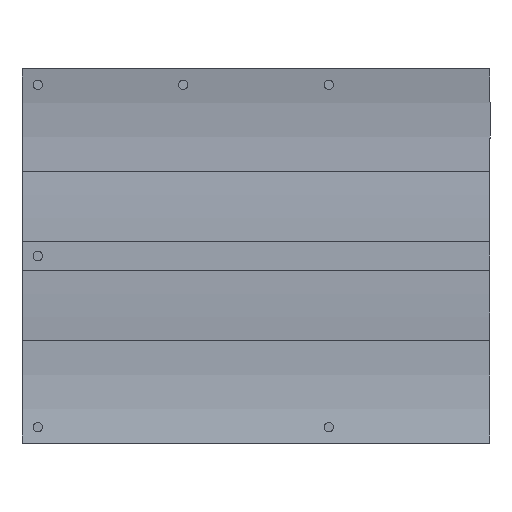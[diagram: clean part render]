
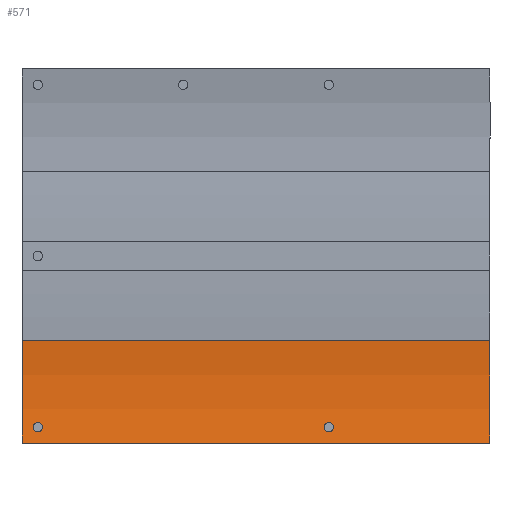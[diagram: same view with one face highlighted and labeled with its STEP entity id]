
A CAD part, front view. The second image highlights one B-rep face of the part: STEP entity #571.
In plain terms, the highlighted cylindrical face has radius 193.932 mm (diameter 387.864 mm), a partial arc.
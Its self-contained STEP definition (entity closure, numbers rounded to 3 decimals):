
#50=CYLINDRICAL_SURFACE('',#667,193.932);
#61=FACE_OUTER_BOUND('',#92,.T.);
#92=EDGE_LOOP('',(#419,#420,#421,#422));
#120=CIRCLE('',#656,193.932);
#122=CIRCLE('',#663,193.932);
#146=LINE('',#922,#204);
#151=LINE('',#938,#209);
#204=VECTOR('',#740,10.);
#209=VECTOR('',#759,10.);
#253=VERTEX_POINT('',#894);
#260=VERTEX_POINT('',#907);
#264=VERTEX_POINT('',#921);
#266=VERTEX_POINT('',#929);
#312=EDGE_CURVE('',#260,#253,#120,.T.);
#318=EDGE_CURVE('',#264,#253,#146,.T.);
#322=EDGE_CURVE('',#264,#266,#122,.T.);
#327=EDGE_CURVE('',#266,#260,#151,.T.);
#419=ORIENTED_EDGE('',*,*,#318,.T.);
#420=ORIENTED_EDGE('',*,*,#312,.F.);
#421=ORIENTED_EDGE('',*,*,#327,.F.);
#422=ORIENTED_EDGE('',*,*,#322,.F.);
#571=ADVANCED_FACE('',(#61),#50,.F.);
#656=AXIS2_PLACEMENT_3D('',#909,#727,#728);
#663=AXIS2_PLACEMENT_3D('',#930,#749,#750);
#667=AXIS2_PLACEMENT_3D('',#939,#760,#761);
#727=DIRECTION('center_axis',(0.,0.,
-1.));
#728=DIRECTION('ref_axis',(-0.195,-0.981,0.));
#740=DIRECTION('',(0.,0.,1.));
#749=DIRECTION('center_axis',(0.,0.,1.));
#750=DIRECTION('ref_axis',(0.088,-0.996,0.));
#759=DIRECTION('',(0.,0.,1.));
#760=DIRECTION('center_axis',(0.,0.,-1.));
#761=DIRECTION('ref_axis',(-0.302,-0.953,0.));
#894=CARTESIAN_POINT('',(248.349,-83.231,240.));
#907=CARTESIAN_POINT('',(193.482,-80.26,240.));
#909=CARTESIAN_POINT('Origin',(210.533,-273.441,240.));
#921=CARTESIAN_POINT('',(248.349,-83.231,-10.));
#922=CARTESIAN_POINT('',(248.349,-83.231,10.));
#929=CARTESIAN_POINT('',(193.482,-80.26,-10.));
#930=CARTESIAN_POINT('Origin',(210.533,-273.441,-10.));
#938=CARTESIAN_POINT('',(193.482,-80.26,10.));
#939=CARTESIAN_POINT('Origin',(210.533,-273.441,10.));
